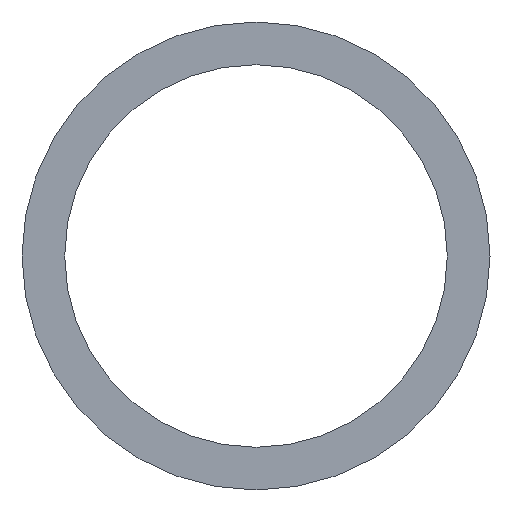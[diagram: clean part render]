
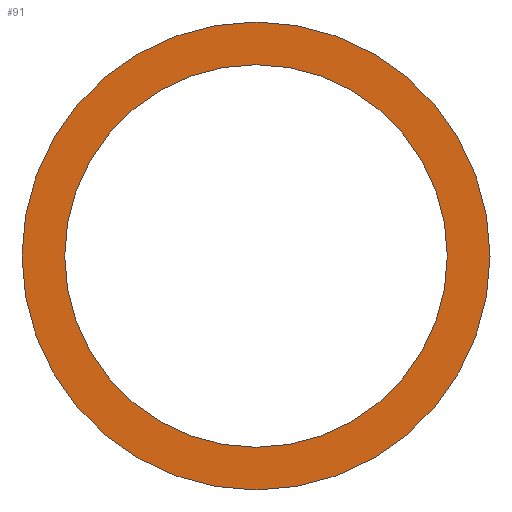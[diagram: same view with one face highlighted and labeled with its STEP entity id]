
A CAD part, left-side view. The second image highlights one B-rep face of the part: STEP entity #91.
In plain terms, the highlighted planar face has unit normal (-1, 0, 0).
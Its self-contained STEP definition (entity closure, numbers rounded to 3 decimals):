
#63 = VERTEX_POINT( '', #135 );
#71 = VERTEX_POINT( '', #144 );
#77 = EDGE_CURVE( '', #63, #71, #150, .T. );
#79 = VERTEX_POINT( '', #152 );
#83 = EDGE_CURVE( '', #71, #63, #156, .T. );
#91 = ADVANCED_FACE( '', ( #164, #165 ), #166, .F. );
#99 = VERTEX_POINT( '', #177 );
#101 = EDGE_CURVE( '', #99, #79, #179, .T. );
#103 = EDGE_CURVE( '', #79, #99, #181, .T. );
#135 = CARTESIAN_POINT( '', ( 0., 0., -51.1 ) );
#144 = CARTESIAN_POINT( '', ( 0., 0., 51.1 ) );
#150 = CIRCLE( '', #228, 51.1 );
#152 = CARTESIAN_POINT( '', ( 0., 0., 62.5 ) );
#156 = CIRCLE( '', #234, 51.1 );
#164 = FACE_OUTER_BOUND( '', #245, .T. );
#165 = FACE_BOUND( '', #246, .T. );
#166 = PLANE( '', #247 );
#177 = CARTESIAN_POINT( '', ( 0., 0., -62.5 ) );
#179 = CIRCLE( '', #261, 62.5 );
#181 = CIRCLE( '', #264, 62.5 );
#228 = AXIS2_PLACEMENT_3D( '', #297, #298, #299 );
#234 = AXIS2_PLACEMENT_3D( '', #301, #302, #303 );
#245 = EDGE_LOOP( '', ( #314, #315 ) );
#246 = EDGE_LOOP( '', ( #316, #317 ) );
#247 = AXIS2_PLACEMENT_3D( '', #318, #319, #320 );
#261 = AXIS2_PLACEMENT_3D( '', #337, #338, #339 );
#264 = AXIS2_PLACEMENT_3D( '', #340, #341, #342 );
#297 = CARTESIAN_POINT( '', ( 0., 0., 0. ) );
#298 = DIRECTION( '', ( 1., 0., 0. ) );
#299 = DIRECTION( '', ( 0., 0., -1. ) );
#301 = CARTESIAN_POINT( '', ( 0., 0., 0. ) );
#302 = DIRECTION( '', ( 1., 0., 0. ) );
#303 = DIRECTION( '', ( 0., 0., -1. ) );
#314 = ORIENTED_EDGE( '', *, *, #101, .F. );
#315 = ORIENTED_EDGE( '', *, *, #103, .F. );
#316 = ORIENTED_EDGE( '', *, *, #77, .T. );
#317 = ORIENTED_EDGE( '', *, *, #83, .T. );
#318 = CARTESIAN_POINT( '', ( 0., 0., 0. ) );
#319 = DIRECTION( '', ( 1., 0., 0. ) );
#320 = DIRECTION( '', ( 0., 0., -1. ) );
#337 = CARTESIAN_POINT( '', ( 0., 0., 0. ) );
#338 = DIRECTION( '', ( 1., 0., 0. ) );
#339 = DIRECTION( '', ( 0., 0., -1. ) );
#340 = CARTESIAN_POINT( '', ( 0., 0., 0. ) );
#341 = DIRECTION( '', ( 1., 0., 0. ) );
#342 = DIRECTION( '', ( 0., 0., -1. ) );
